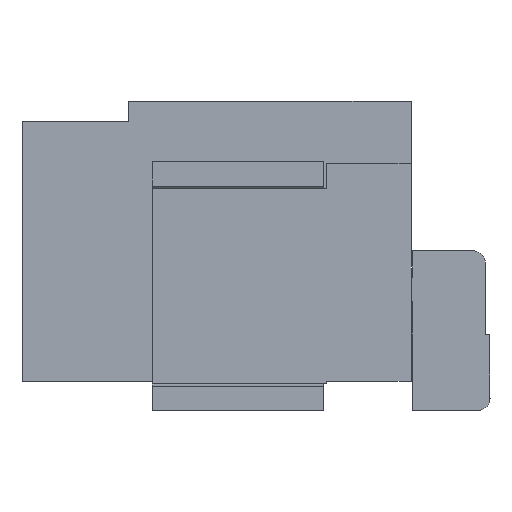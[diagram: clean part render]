
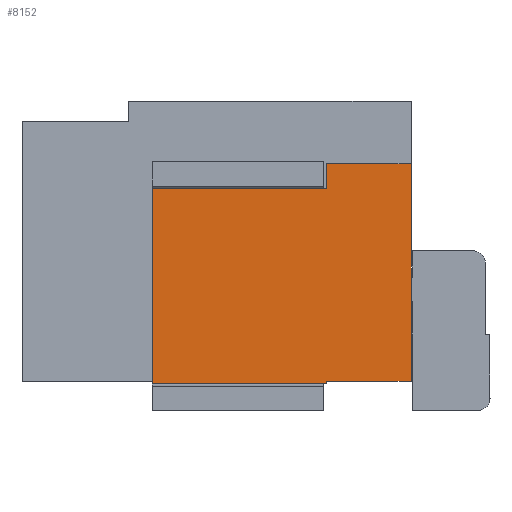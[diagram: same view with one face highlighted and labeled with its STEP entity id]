
A CAD part, left-side view. The second image highlights one B-rep face of the part: STEP entity #8152.
In plain terms, the highlighted planar face has unit normal (-1, 0, 0).
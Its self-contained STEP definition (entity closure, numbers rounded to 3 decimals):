
#1840=ORIENTED_EDGE('',*,*,#2964,.F.);
#1841=ORIENTED_EDGE('',*,*,#3534,.F.);
#1842=ORIENTED_EDGE('',*,*,#3535,.T.);
#1843=ORIENTED_EDGE('',*,*,#3536,.F.);
#1844=ORIENTED_EDGE('',*,*,#3537,.F.);
#1845=ORIENTED_EDGE('',*,*,#3538,.T.);
#1846=ORIENTED_EDGE('',*,*,#3539,.T.);
#1847=ORIENTED_EDGE('',*,*,#2985,.T.);
#2964=EDGE_CURVE('',#4114,#4115,#4905,.T.);
#2985=EDGE_CURVE('',#4132,#4115,#4926,.T.);
#3534=EDGE_CURVE('',#4472,#4114,#5435,.T.);
#3535=EDGE_CURVE('',#4472,#4473,#5436,.T.);
#3536=EDGE_CURVE('',#4474,#4473,#5437,.T.);
#3537=EDGE_CURVE('',#4475,#4474,#5438,.T.);
#3538=EDGE_CURVE('',#4475,#4476,#5439,.T.);
#3539=EDGE_CURVE('',#4476,#4132,#5440,.T.);
#4114=VERTEX_POINT('',#14209);
#4115=VERTEX_POINT('',#14211);
#4132=VERTEX_POINT('',#14250);
#4472=VERTEX_POINT('',#15364);
#4473=VERTEX_POINT('',#15368);
#4474=VERTEX_POINT('',#15370);
#4475=VERTEX_POINT('',#15372);
#4476=VERTEX_POINT('',#15374);
#4905=LINE('',#14210,#5754);
#4926=LINE('',#14249,#5775);
#5435=LINE('',#15365,#6284);
#5436=LINE('',#15367,#6285);
#5437=LINE('',#15369,#6286);
#5438=LINE('',#15371,#6287);
#5439=LINE('',#15373,#6288);
#5440=LINE('',#15375,#6289);
#5754=VECTOR('',#12285,1000.);
#5775=VECTOR('',#12308,1000.);
#6284=VECTOR('',#13349,1000.);
#6285=VECTOR('',#13352,1000.);
#6286=VECTOR('',#13353,1000.);
#6287=VECTOR('',#13354,1000.);
#6288=VECTOR('',#13355,1000.);
#6289=VECTOR('',#13356,1000.);
#6747=EDGE_LOOP('',(#1840,#1841,#1842,#1843,#1844,#1845,#1846,#1847));
#7258=FACE_BOUND('',#6747,.T.);
#7721=PLANE('',#11856);
#8152=ADVANCED_FACE('',(#7258),#7721,.T.);
#11856=AXIS2_PLACEMENT_3D('',#15366,#13350,#13351);
#12285=DIRECTION('',(0.,0.,-1.));
#12308=DIRECTION('',(0.,-1.,0.));
#13349=DIRECTION('',(0.,-1.,0.));
#13350=DIRECTION('',(-1.,0.,0.));
#13351=DIRECTION('',(0.,0.,1.));
#13352=DIRECTION('',(0.,0.,-1.));
#13353=DIRECTION('',(0.,-1.,0.));
#13354=DIRECTION('',(0.,0.,1.));
#13355=DIRECTION('',(0.,-1.,0.));
#13356=DIRECTION('',(0.,0.,1.));
#14209=CARTESIAN_POINT('',(-8.914,0.457,2.823));
#14210=CARTESIAN_POINT('',(-8.914,0.457,2.823));
#14211=CARTESIAN_POINT('',(-8.914,0.457,0.334));
#14249=CARTESIAN_POINT('',(-8.914,1.422,0.334));
#14250=CARTESIAN_POINT('',(-8.914,1.422,0.334));
#15364=CARTESIAN_POINT('',(-8.914,1.422,2.823));
#15365=CARTESIAN_POINT('',(-8.914,1.422,2.823));
#15366=CARTESIAN_POINT('',(-8.914,1.422,2.823));
#15367=CARTESIAN_POINT('',(-8.914,1.422,2.823));
#15368=CARTESIAN_POINT('',(-8.914,1.422,2.54));
#15369=CARTESIAN_POINT('',(-8.914,3.416,2.54));
#15370=CARTESIAN_POINT('',(-8.914,3.416,2.54));
#15371=CARTESIAN_POINT('',(-8.914,3.416,2.54));
#15372=CARTESIAN_POINT('',(-8.914,3.416,0.305));
#15373=CARTESIAN_POINT('',(-8.914,3.416,0.305));
#15374=CARTESIAN_POINT('',(-8.914,1.422,0.305));
#15375=CARTESIAN_POINT('',(-8.914,1.422,2.54));
